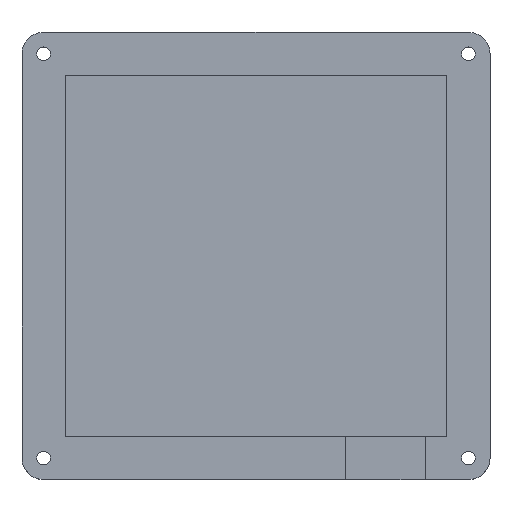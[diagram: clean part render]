
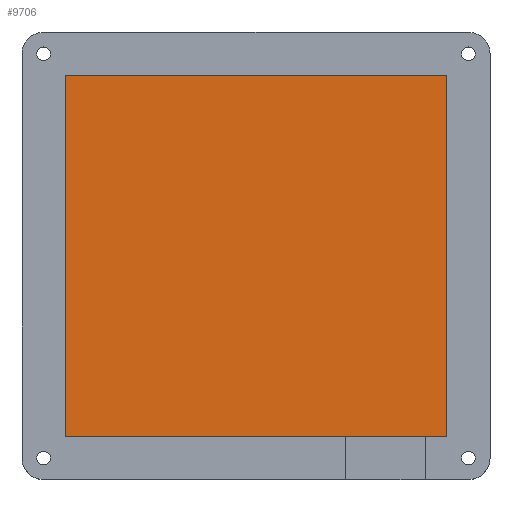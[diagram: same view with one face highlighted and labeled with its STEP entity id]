
A CAD part, top view. The second image highlights one B-rep face of the part: STEP entity #9706.
In plain terms, the highlighted planar face has unit normal (0, 0, 1).
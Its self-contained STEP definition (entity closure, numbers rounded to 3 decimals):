
#294=PLANE('',#9956);
#812=FACE_OUTER_BOUND('',#1375,.T.);
#1375=EDGE_LOOP('',(#8883,#8884,#8885,#8886));
#2194=LINE('',#19221,#3019);
#2197=LINE('',#19226,#3022);
#2199=LINE('',#19230,#3024);
#2201=LINE('',#19233,#3026);
#3019=VECTOR('',#11237,10.);
#3022=VECTOR('',#11242,10.);
#3024=VECTOR('',#11246,10.);
#3026=VECTOR('',#11250,10.);
#4577=VERTEX_POINT('',#19219);
#4578=VERTEX_POINT('',#19220);
#4579=VERTEX_POINT('',#19225);
#4580=VERTEX_POINT('',#19229);
#6010=EDGE_CURVE('',#4577,#4578,#2194,.T.);
#6013=EDGE_CURVE('',#4579,#4577,#2197,.T.);
#6015=EDGE_CURVE('',#4578,#4580,#2199,.T.);
#6017=EDGE_CURVE('',#4580,#4579,#2201,.T.);
#8883=ORIENTED_EDGE('',*,*,#6013,.T.);
#8884=ORIENTED_EDGE('',*,*,#6010,.T.);
#8885=ORIENTED_EDGE('',*,*,#6015,.T.);
#8886=ORIENTED_EDGE('',*,*,#6017,.T.);
#9706=ADVANCED_FACE('',(#812),#294,.T.);
#9956=AXIS2_PLACEMENT_3D('',#19235,#11253,#11254);
#11237=DIRECTION('',(0.,1.,0.));
#11242=DIRECTION('',(1.,0.,0.));
#11246=DIRECTION('',(-1.,0.,0.));
#11250=DIRECTION('',(0.,-1.,0.));
#11253=DIRECTION('center_axis',(0.,0.,1.));
#11254=DIRECTION('ref_axis',(1.,0.,0.));
#19219=CARTESIAN_POINT('',(-14.807,-48.417,3.));
#19220=CARTESIAN_POINT('',(-14.807,35.483,3.));
#19221=CARTESIAN_POINT('',(-14.807,35.483,3.));
#19225=CARTESIAN_POINT('',(-103.507,-48.417,3.));
#19226=CARTESIAN_POINT('',(-14.807,-48.417,3.));
#19229=CARTESIAN_POINT('',(-103.507,35.483,3.));
#19230=CARTESIAN_POINT('',(-103.507,35.483,3.));
#19233=CARTESIAN_POINT('',(-103.507,-48.417,3.));
#19235=CARTESIAN_POINT('Origin',(-59.157,-6.467,3.));
